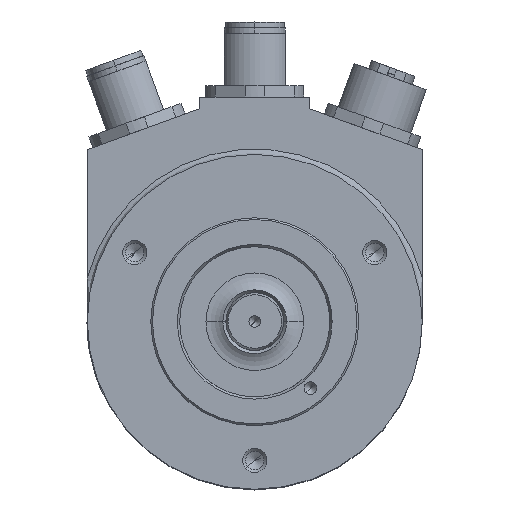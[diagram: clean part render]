
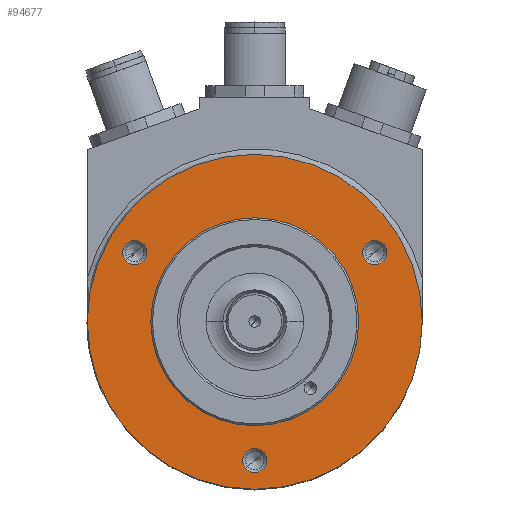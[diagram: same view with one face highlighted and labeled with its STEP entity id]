
A CAD part, top view. The second image highlights one B-rep face of the part: STEP entity #94677.
In plain terms, the highlighted planar face has unit normal (0, 0, 1).
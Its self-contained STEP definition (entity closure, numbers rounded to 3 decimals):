
#8973=CARTESIAN_POINT('',(0.,0.,15.5));
#8974=DIRECTION('',(0.,0.,-1.));
#8975=DIRECTION('',(-0.766,-0.643,0.));
#8976=AXIS2_PLACEMENT_3D('',#8973,#8974,#8975);
#8978=CARTESIAN_POINT('',(0.,0.,15.5));
#8979=DIRECTION('',(0.,0.,-1.));
#8980=DIRECTION('',(0.766,0.643,0.));
#8981=AXIS2_PLACEMENT_3D('',#8978,#8979,#8980);
#8983=CARTESIAN_POINT('',(0.,0.,15.5));
#8984=DIRECTION('',(0.,0.,1.));
#8985=DIRECTION('',(0.866,0.5,0.));
#8986=AXIS2_PLACEMENT_3D('',#8983,#8984,#8985);
#8988=CARTESIAN_POINT('',(0.,0.,15.5));
#8989=DIRECTION('',(0.,0.,1.));
#8990=DIRECTION('',(-0.866,-0.5,0.));
#8991=AXIS2_PLACEMENT_3D('',#8988,#8989,#8990);
#8993=CARTESIAN_POINT('',(20.785,12.,15.5));
#8994=DIRECTION('',(0.,0.,1.));
#8995=DIRECTION('',(0.766,0.643,0.));
#8996=AXIS2_PLACEMENT_3D('',#8993,#8994,#8995);
#8998=CARTESIAN_POINT('',(20.785,12.,15.5));
#8999=DIRECTION('',(0.,0.,1.));
#9000=DIRECTION('',(-0.766,-0.643,0.));
#9001=AXIS2_PLACEMENT_3D('',#8998,#8999,#9000);
#9003=CARTESIAN_POINT('',(-20.785,12.,15.5));
#9004=DIRECTION('',(0.,0.,1.));
#9005=DIRECTION('',(0.766,0.643,0.));
#9006=AXIS2_PLACEMENT_3D('',#9003,#9004,#9005);
#9008=CARTESIAN_POINT('',(-20.785,12.,15.5));
#9009=DIRECTION('',(0.,0.,1.));
#9010=DIRECTION('',(-0.766,-0.643,0.));
#9011=AXIS2_PLACEMENT_3D('',#9008,#9009,#9010);
#9013=CARTESIAN_POINT('',(0.,-24.,15.5));
#9014=DIRECTION('',(0.,0.,1.));
#9015=DIRECTION('',(0.766,0.643,0.));
#9016=AXIS2_PLACEMENT_3D('',#9013,#9014,#9015);
#9018=CARTESIAN_POINT('',(0.,-24.,15.5));
#9019=DIRECTION('',(0.,0.,1.));
#9020=DIRECTION('',(-0.766,-0.643,0.));
#9021=AXIS2_PLACEMENT_3D('',#9018,#9019,#9020);
#73438=CARTESIAN_POINT('',(15.588,9.,15.5));
#73439=VERTEX_POINT('',#73438);
#73440=CARTESIAN_POINT('',(-15.588,-9.,15.5));
#73441=VERTEX_POINT('',#73440);
#73442=CARTESIAN_POINT('',(-22.215,-18.641,15.5));
#73443=CARTESIAN_POINT('',(22.215,18.641,15.5));
#73444=VERTEX_POINT('',#73442);
#73445=VERTEX_POINT('',#73443);
#73446=CARTESIAN_POINT('',(22.393,13.35,15.5));
#73447=CARTESIAN_POINT('',(19.176,10.65,15.5));
#73448=VERTEX_POINT('',#73446);
#73449=VERTEX_POINT('',#73447);
#73450=CARTESIAN_POINT('',(-19.176,13.35,15.5));
#73451=CARTESIAN_POINT('',(-22.393,10.65,15.5));
#73452=VERTEX_POINT('',#73450);
#73453=VERTEX_POINT('',#73451);
#73454=CARTESIAN_POINT('',(1.609,-22.65,15.5));
#73455=CARTESIAN_POINT('',(-1.609,-25.35,15.5));
#73456=VERTEX_POINT('',#73454);
#73457=VERTEX_POINT('',#73455);
#94643=CARTESIAN_POINT('',(0.,0.,15.5));
#94644=DIRECTION('',(0.,0.,1.));
#94645=DIRECTION('',(0.866,0.5,0.));
#94646=AXIS2_PLACEMENT_3D('',#94643,#94644,#94645);
#94647=PLANE('',#94646);
#94648=ORIENTED_EDGE('',*,*,#94633,.T.);
#94650=ORIENTED_EDGE('',*,*,#94649,.T.);
#94651=EDGE_LOOP('',(#94648,#94650));
#94652=FACE_OUTER_BOUND('',#94651,.F.);
#94654=ORIENTED_EDGE('',*,*,#94653,.T.);
#94656=ORIENTED_EDGE('',*,*,#94655,.T.);
#94657=EDGE_LOOP('',(#94654,#94656));
#94658=FACE_BOUND('',#94657,.F.);
#94660=ORIENTED_EDGE('',*,*,#94659,.T.);
#94662=ORIENTED_EDGE('',*,*,#94661,.T.);
#94663=EDGE_LOOP('',(#94660,#94662));
#94664=FACE_BOUND('',#94663,.F.);
#94666=ORIENTED_EDGE('',*,*,#94665,.T.);
#94668=ORIENTED_EDGE('',*,*,#94667,.T.);
#94669=EDGE_LOOP('',(#94666,#94668));
#94670=FACE_BOUND('',#94669,.F.);
#94672=ORIENTED_EDGE('',*,*,#94671,.T.);
#94674=ORIENTED_EDGE('',*,*,#94673,.T.);
#94675=EDGE_LOOP('',(#94672,#94674));
#94676=FACE_BOUND('',#94675,.F.);
#8977=CIRCLE('',#8976,29.);
#8982=CIRCLE('',#8981,29.);
#8987=CIRCLE('',#8986,18.);
#8992=CIRCLE('',#8991,18.);
#8997=CIRCLE('',#8996,2.1);
#9002=CIRCLE('',#9001,2.1);
#9007=CIRCLE('',#9006,2.1);
#9012=CIRCLE('',#9011,2.1);
#9017=CIRCLE('',#9016,2.1);
#9022=CIRCLE('',#9021,2.1);
#94633=EDGE_CURVE('',#73444,#73445,#8977,.T.);
#94649=EDGE_CURVE('',#73445,#73444,#8982,.T.);
#94653=EDGE_CURVE('',#73439,#73441,#8987,.T.);
#94655=EDGE_CURVE('',#73441,#73439,#8992,.T.);
#94659=EDGE_CURVE('',#73448,#73449,#8997,.T.);
#94661=EDGE_CURVE('',#73449,#73448,#9002,.T.);
#94665=EDGE_CURVE('',#73452,#73453,#9007,.T.);
#94667=EDGE_CURVE('',#73453,#73452,#9012,.T.);
#94671=EDGE_CURVE('',#73456,#73457,#9017,.T.);
#94673=EDGE_CURVE('',#73457,#73456,#9022,.T.);
#94677=ADVANCED_FACE('',(#94652,#94658,#94664,#94670,#94676),#94647,.T.);
